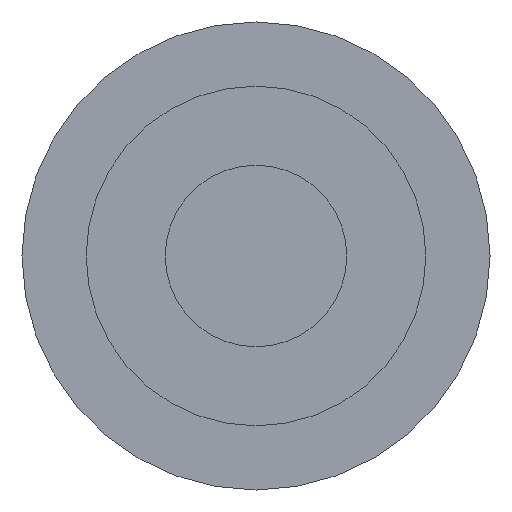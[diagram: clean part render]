
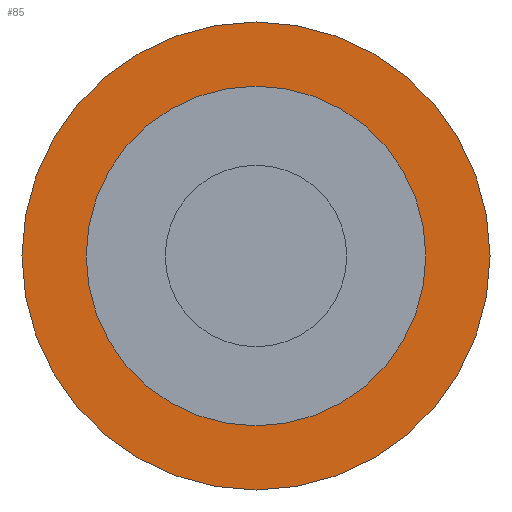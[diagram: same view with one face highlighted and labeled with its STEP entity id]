
A CAD part, front view. The second image highlights one B-rep face of the part: STEP entity #85.
In plain terms, the highlighted planar face has unit normal (0, -1, 0).
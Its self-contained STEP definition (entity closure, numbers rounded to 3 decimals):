
#22=PLANE('',#110);
#31=ORIENTED_EDGE('',*,*,#37,.F.);
#32=ORIENTED_EDGE('',*,*,#40,.T.);
#37=EDGE_CURVE('',#43,#43,#49,.T.);
#40=EDGE_CURVE('',#46,#46,#52,.T.);
#43=VERTEX_POINT('',#147);
#46=VERTEX_POINT('',#156);
#49=CIRCLE('',#103,4.863);
#52=CIRCLE('',#109,6.7);
#61=EDGE_LOOP('',(#31));
#62=EDGE_LOOP('',(#32));
#73=FACE_BOUND('',#61,.T.);
#74=FACE_BOUND('',#62,.T.);
#85=ADVANCED_FACE('',(#73,#74),#22,.F.);
#103=AXIS2_PLACEMENT_3D('',#146,#120,#121);
#109=AXIS2_PLACEMENT_3D('',#155,#132,#133);
#110=AXIS2_PLACEMENT_3D('',#157,#134,#135);
#120=DIRECTION('',(0.,-1.,0.));
#121=DIRECTION('',(0.,0.,-1.));
#132=DIRECTION('',(0.,-1.,0.));
#133=DIRECTION('',(0.,0.,-1.));
#134=DIRECTION('',(0.,1.,0.));
#135=DIRECTION('',(0.,0.,1.));
#146=CARTESIAN_POINT('',(0.,0.,0.));
#147=CARTESIAN_POINT('',(0.,0.,-4.863));
#155=CARTESIAN_POINT('',(0.,0.,0.));
#156=CARTESIAN_POINT('',(0.,0.,-6.7));
#157=CARTESIAN_POINT('',(6.7,0.,0.));
